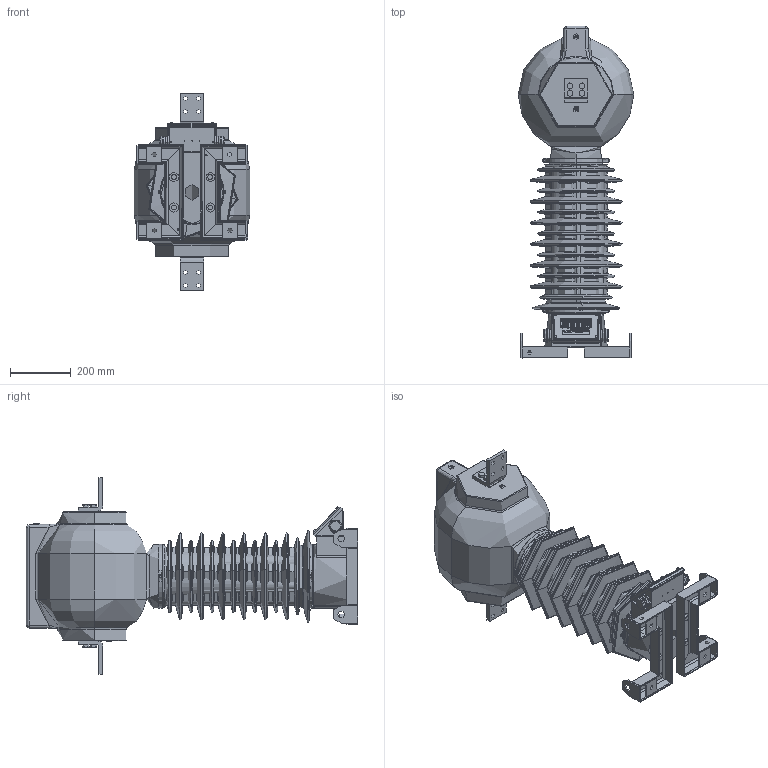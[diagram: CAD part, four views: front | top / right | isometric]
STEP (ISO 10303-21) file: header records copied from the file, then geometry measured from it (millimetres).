
FILE_DESCRIPTION (( 'STEP AP214' ), '1' );
FILE_NAME ('ﾒﾋﾊ-ﾑﾒ-35-2.2.STEP', '2023-07-18T05:13:01', ( '' ), ( '' ), 'SwSTEP 2.0', 'SolidWorks 2014', '' );
FILE_SCHEMA (( 'AUTOMOTIVE_DESIGN' ));
Length unit declared in the file: millimetre
Products named in the file (166): SCREW 3-16; hex screw gradec_din; Øâåëëåð; 屡扔.713171.010 买箅赅; plain washer hardened grade a_din; curved spring lock washer_din_Spring washer DIN 128 - A5; Øâåëëåð áîêîâîé_0; 944570541; 950850141_1_Predeterminado; plain washer hardened grade a_din_Washer DIN 125 - A 5.3 - 300HV; Øâåëëåð áîêîâîé; rivet 04_din; ﾒﾋﾊ-ﾑﾒ-35-2.2; 944570141; 950850241_1_Predeterminado; ÂÅÈÓ.735400.003 Êîðîáêà; hex screw gradec_din_ISO 4018 - M5 x 12-NN; .005 Òàáëè÷êà ñèãíàëüíàÿ; Êàáåëüíûé ââîä M32; Ïëàñòèíà 533~1 ìì õ 503~1 ìì  Ëèñò 5,0 ÃÎÑÒ 19903-74 _  10 ÃÎÑÒ 1577-93_2; curved spring lock washer_din; .215 Òàáëè÷êà òåõíè÷åñêèõ äàííûõ ÒËÊ-ÑÒ-35-2.2_-00; plain washer hardened grade a_din_Washer DIN 125 - A 6.4 - 300HV; Ïëàñòèíà 533~1 ìì õ 503~1 ìì  Ëèñò 5,0 ÃÎÑÒ 19903-74 _  10 ÃÎÑÒ 1577-93; .022 Êðûøêà; 扻斀僨罽 2; hex screw gradec_din_ISO 4018 - M6 x 12-NN; .008 Áîáûøêà çàçåìëÿþùàÿ; 940810241; ÂÅÈÓ.754445.003 Çíàê ìàðêèðîâî÷íûé; .103 Êîðîáêà âòîðè÷íûõ âûâîäîâ; 扻斀僨罽 1; Ïëàñòííà ïîäúåìíàÿ_1; 957360841; 942883141_1; Èçîëÿòîð 14 ðåáåð; curved spring lock washer_din_Spring washer DIN 128 - A6; Ïëàñòííà ïîäúåìíàÿ; Çàêëàäíûå ÒËÊ-ÑÒ-35-2.2; 428887640 ...
Assembly tree (128 placements, depth 3):
  hex screw gradec_din
  屡扔.713171.010 买箅赅
  plain washer hardened grade a_din
  Øâåëëåð áîêîâîé_0
  944570541
Bounding box: 380 x 1091 x 647 mm (x, y, z)
Volume: 55190389 mm3; surface area: 3794392 mm2
Topology: 119 solids, 119 shells, 7549 faces, 19257 edges, 12504 vertices
Faces by surface type: plane 3837, bspline 1607, cylinder 1089, cone 866, torus 142, sphere 8
Entity records: 292027 total; most frequent: CARTESIAN_POINT 110620, ORIENTED_EDGE 30768, DIRECTION 22510, EDGE_CURVE 15384, VECTOR 10474, LINE 10474, VERTEX_POINT 10103, EDGE_LOOP 6497
